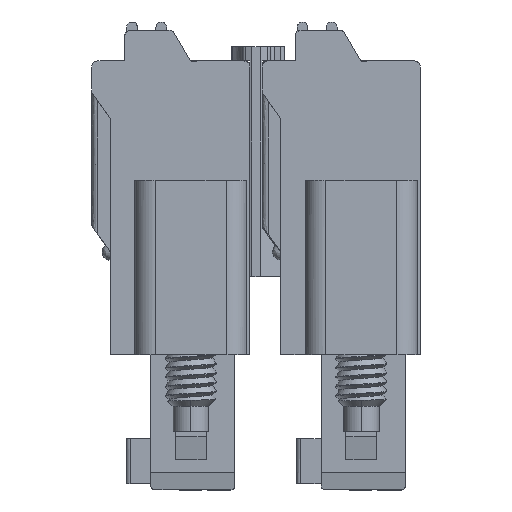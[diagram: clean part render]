
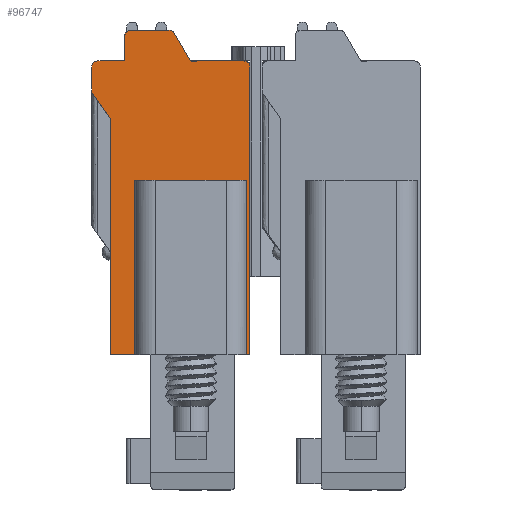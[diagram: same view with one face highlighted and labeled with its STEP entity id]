
A CAD part, left-side view. The second image highlights one B-rep face of the part: STEP entity #96747.
In plain terms, the highlighted free-form (B-spline) face has degree [1, 1] with [2, 2] control points.
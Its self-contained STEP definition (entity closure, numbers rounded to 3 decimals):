
#14195=CARTESIAN_POINT('',(-32.36,15.95,3.));
#14196=VERTEX_POINT('',#14195);
#14204=CARTESIAN_POINT('',(-32.36,15.95,-11.));
#14205=VERTEX_POINT('',#14204);
#14206=CARTESIAN_POINT('',(-32.36,15.95,3.));
#14207=CARTESIAN_POINT('',(-32.36,15.95,-11.));
#14208=B_SPLINE_CURVE_WITH_KNOTS('',1,(#14206,#14207),.POLYLINE_FORM.,.F.,.U.,(2,2),(0.051,0.847),.UNSPECIFIED.);
#14209=EDGE_CURVE('',#14196,#14205,#14208,.T.);
#19608=CARTESIAN_POINT('',(-32.36,22.75,-11.));
#19609=VERTEX_POINT('',#19608);
#19615=CARTESIAN_POINT('',(-32.36,22.75,0.5));
#19616=VERTEX_POINT('',#19615);
#19617=CARTESIAN_POINT('',(-32.36,22.75,-11.));
#19618=CARTESIAN_POINT('',(-32.36,22.75,0.5));
#19619=B_SPLINE_CURVE_WITH_KNOTS('',1,(#19617,#19618),.POLYLINE_FORM.,.F.,.U.,(2,2),(0.343,0.657),.UNSPECIFIED.);
#19620=EDGE_CURVE('',#19609,#19616,#19619,.T.);
#20558=CARTESIAN_POINT('',(-32.36,23.65,1.785));
#20559=VERTEX_POINT('',#20558);
#20565=CARTESIAN_POINT('',(-32.36,23.65,3.));
#20566=VERTEX_POINT('',#20565);
#20567=CARTESIAN_POINT('',(-32.36,23.65,1.785));
#20568=CARTESIAN_POINT('',(-32.36,23.65,3.));
#20569=B_SPLINE_CURVE_WITH_KNOTS('',1,(#20567,#20568),.POLYLINE_FORM.,.F.,.U.,(2,2),(0.153,0.222),.UNSPECIFIED.);
#20570=EDGE_CURVE('',#20559,#20566,#20569,.T.);
#21506=CARTESIAN_POINT('',(-32.36,23.35,3.3));
#21507=VERTEX_POINT('',#21506);
#21515=CARTESIAN_POINT('',(-32.36,22.05,3.3));
#21516=VERTEX_POINT('',#21515);
#21517=CARTESIAN_POINT('',(-32.36,23.35,3.3));
#21518=CARTESIAN_POINT('',(-32.36,22.05,3.3));
#21519=B_SPLINE_CURVE_WITH_KNOTS('',1,(#21517,#21518),.POLYLINE_FORM.,.F.,.U.,(2,2),(0.628,0.702),.UNSPECIFIED.);
#21520=EDGE_CURVE('',#21507,#21516,#21519,.T.);
#22315=CARTESIAN_POINT('',(-32.36,18.85,3.3));
#22316=VERTEX_POINT('',#22315);
#22322=CARTESIAN_POINT('',(-32.36,16.25,3.3));
#22323=VERTEX_POINT('',#22322);
#22324=CARTESIAN_POINT('',(-32.36,18.85,3.3));
#22325=CARTESIAN_POINT('',(-32.36,16.25,3.3));
#22326=B_SPLINE_CURVE_WITH_KNOTS('',1,(#22324,#22325),.POLYLINE_FORM.,.F.,.U.,(2,2),(0.298,0.446),.UNSPECIFIED.);
#22327=EDGE_CURVE('',#22316,#22323,#22326,.T.);
#96641=CARTESIAN_POINT('',(-32.36,16.25,3.3));
#96642=CARTESIAN_POINT('',(-32.36,15.95,3.3));
#96643=CARTESIAN_POINT('',(-32.36,15.95,3.));
#96644=(BOUNDED_CURVE()B_SPLINE_CURVE(2,(#96641,#96642,#96643),.CIRCULAR_ARC.,.F.,.U.)B_SPLINE_CURVE_WITH_KNOTS((3,3),(0.,1.),.UNSPECIFIED.)CURVE()GEOMETRIC_REPRESENTATION_ITEM()RATIONAL_B_SPLINE_CURVE((1.,0.707,1.))REPRESENTATION_ITEM(''));
#96645=EDGE_CURVE('',#22323,#14196,#96644,.T.);
#96655=CARTESIAN_POINT('',(-32.36,28.588,5.688));
#96656=CARTESIAN_POINT('',(-32.36,11.012,5.688));
#96657=CARTESIAN_POINT('',(-32.36,28.588,-11.888));
#96658=CARTESIAN_POINT('',(-32.36,11.012,-11.888));
#96659=B_SPLINE_SURFACE_WITH_KNOTS('',1,1,((#96655,#96656),(#96657,#96658)),.PLANE_SURF.,.F.,.F.,.U.,(2,2),(2,2),(0.,1.),(0.,1.),.UNSPECIFIED.);
#96660=ORIENTED_EDGE('',*,*,#14209,.F.);
#96661=ORIENTED_EDGE('',*,*,#96645,.F.);
#96662=ORIENTED_EDGE('',*,*,#22327,.F.);
#96663=CARTESIAN_POINT('',(-32.36,19.629,4.65));
#96664=VERTEX_POINT('',#96663);
#96665=CARTESIAN_POINT('',(-32.36,19.629,4.65));
#96666=CARTESIAN_POINT('',(-32.36,18.85,3.3));
#96667=B_SPLINE_CURVE_WITH_KNOTS('',1,(#96665,#96666),.POLYLINE_FORM.,.F.,.U.,(2,2),(0.,1.),.UNSPECIFIED.);
#96668=EDGE_CURVE('',#96664,#22316,#96667,.T.);
#96669=ORIENTED_EDGE('',*,*,#96668,.F.);
#96670=CARTESIAN_POINT('',(-32.36,19.889,4.8));
#96671=VERTEX_POINT('',#96670);
#96672=CARTESIAN_POINT('',(-32.36,19.889,4.8));
#96673=CARTESIAN_POINT('',(-32.36,19.716,4.8));
#96674=CARTESIAN_POINT('',(-32.36,19.629,4.65));
#96675=(BOUNDED_CURVE()B_SPLINE_CURVE(2,(#96672,#96673,#96674),.CIRCULAR_ARC.,.F.,.U.)B_SPLINE_CURVE_WITH_KNOTS((3,3),(0.,1.),.UNSPECIFIED.)CURVE()GEOMETRIC_REPRESENTATION_ITEM()RATIONAL_B_SPLINE_CURVE((1.,0.866,1.))REPRESENTATION_ITEM(''));
#96676=EDGE_CURVE('',#96671,#96664,#96675,.T.);
#96677=ORIENTED_EDGE('',*,*,#96676,.F.);
#96678=CARTESIAN_POINT('',(-32.36,21.75,4.8));
#96679=VERTEX_POINT('',#96678);
#96680=CARTESIAN_POINT('',(-32.36,21.75,4.8));
#96681=CARTESIAN_POINT('',(-32.36,19.889,4.8));
#96682=B_SPLINE_CURVE_WITH_KNOTS('',1,(#96680,#96681),.POLYLINE_FORM.,.F.,.U.,(2,2),(0.505,0.611),.UNSPECIFIED.);
#96683=EDGE_CURVE('',#96679,#96671,#96682,.T.);
#96684=ORIENTED_EDGE('',*,*,#96683,.F.);
#96685=CARTESIAN_POINT('',(-32.36,22.05,4.5));
#96686=VERTEX_POINT('',#96685);
#96687=CARTESIAN_POINT('',(-32.36,22.05,4.5));
#96688=CARTESIAN_POINT('',(-32.36,22.05,4.8));
#96689=CARTESIAN_POINT('',(-32.36,21.75,4.8));
#96690=(BOUNDED_CURVE()B_SPLINE_CURVE(2,(#96687,#96688,#96689),.CIRCULAR_ARC.,.F.,.U.)B_SPLINE_CURVE_WITH_KNOTS((3,3),(0.,1.),.UNSPECIFIED.)CURVE()GEOMETRIC_REPRESENTATION_ITEM()RATIONAL_B_SPLINE_CURVE((1.,0.707,1.))REPRESENTATION_ITEM(''));
#96691=EDGE_CURVE('',#96686,#96679,#96690,.T.);
#96692=ORIENTED_EDGE('',*,*,#96691,.F.);
#96693=CARTESIAN_POINT('',(-32.36,22.05,3.3));
#96694=CARTESIAN_POINT('',(-32.36,22.05,4.5));
#96695=B_SPLINE_CURVE_WITH_KNOTS('',1,(#96693,#96694),.POLYLINE_FORM.,.F.,.U.,(2,2),(0.068,0.136),.UNSPECIFIED.);
#96696=EDGE_CURVE('',#21516,#96686,#96695,.T.);
#96697=ORIENTED_EDGE('',*,*,#96696,.F.);
#96698=ORIENTED_EDGE('',*,*,#21520,.F.);
#96699=CARTESIAN_POINT('',(-32.36,23.65,3.));
#96700=CARTESIAN_POINT('',(-32.36,23.65,3.3));
#96701=CARTESIAN_POINT('',(-32.36,23.35,3.3));
#96702=(BOUNDED_CURVE()B_SPLINE_CURVE(2,(#96699,#96700,#96701),.CIRCULAR_ARC.,.F.,.U.)B_SPLINE_CURVE_WITH_KNOTS((3,3),(0.,1.),.UNSPECIFIED.)CURVE()GEOMETRIC_REPRESENTATION_ITEM()RATIONAL_B_SPLINE_CURVE((1.,0.707,1.))REPRESENTATION_ITEM(''));
#96703=EDGE_CURVE('',#20566,#21507,#96702,.T.);
#96704=ORIENTED_EDGE('',*,*,#96703,.F.);
#96705=ORIENTED_EDGE('',*,*,#20570,.F.);
#96706=CARTESIAN_POINT('',(-32.36,22.75,0.5));
#96707=CARTESIAN_POINT('',(-32.36,23.65,1.785));
#96708=B_SPLINE_CURVE_WITH_KNOTS('',1,(#96706,#96707),.POLYLINE_FORM.,.F.,.U.,(2,2),(0.,1.),.UNSPECIFIED.);
#96709=EDGE_CURVE('',#19616,#20559,#96708,.T.);
#96710=ORIENTED_EDGE('',*,*,#96709,.F.);
#96711=ORIENTED_EDGE('',*,*,#19620,.F.);
#96712=CARTESIAN_POINT('',(-32.36,21.55,-11.));
#96713=VERTEX_POINT('',#96712);
#96714=CARTESIAN_POINT('',(-32.36,21.55,-11.));
#96715=CARTESIAN_POINT('',(-32.36,22.75,-11.));
#96716=B_SPLINE_CURVE_WITH_KNOTS('',1,(#96714,#96715),.POLYLINE_FORM.,.F.,.U.,(2,2),(0.562,0.596),.UNSPECIFIED.);
#96717=EDGE_CURVE('',#96713,#19609,#96716,.T.);
#96718=ORIENTED_EDGE('',*,*,#96717,.F.);
#96719=CARTESIAN_POINT('',(-32.36,21.55,-2.5));
#96720=VERTEX_POINT('',#96719);
#96721=CARTESIAN_POINT('',(-32.36,21.55,-11.));
#96722=CARTESIAN_POINT('',(-32.36,21.55,-2.5));
#96723=B_SPLINE_CURVE_WITH_KNOTS('',1,(#96721,#96722),.POLYLINE_FORM.,.F.,.U.,(2,2),(0.,1.),.UNSPECIFIED.);
#96724=EDGE_CURVE('',#96713,#96720,#96723,.T.);
#96725=ORIENTED_EDGE('',*,*,#96724,.T.);
#96726=CARTESIAN_POINT('',(-32.36,16.1,-2.5));
#96727=VERTEX_POINT('',#96726);
#96728=CARTESIAN_POINT('',(-32.36,21.55,-2.5));
#96729=CARTESIAN_POINT('',(-32.36,16.1,-2.5));
#96730=B_SPLINE_CURVE_WITH_KNOTS('',1,(#96728,#96729),.POLYLINE_FORM.,.F.,.U.,(2,2),(0.,1.),.UNSPECIFIED.);
#96731=EDGE_CURVE('',#96720,#96727,#96730,.T.);
#96732=ORIENTED_EDGE('',*,*,#96731,.T.);
#96733=CARTESIAN_POINT('',(-32.36,16.1,-11.));
#96734=VERTEX_POINT('',#96733);
#96735=CARTESIAN_POINT('',(-32.36,16.1,-2.5));
#96736=CARTESIAN_POINT('',(-32.36,16.1,-11.));
#96737=B_SPLINE_CURVE_WITH_KNOTS('',1,(#96735,#96736),.POLYLINE_FORM.,.F.,.U.,(2,2),(0.,1.),.UNSPECIFIED.);
#96738=EDGE_CURVE('',#96727,#96734,#96737,.T.);
#96739=ORIENTED_EDGE('',*,*,#96738,.T.);
#96740=CARTESIAN_POINT('',(-32.36,15.95,-11.));
#96741=CARTESIAN_POINT('',(-32.36,16.1,-11.));
#96742=B_SPLINE_CURVE_WITH_KNOTS('',1,(#96740,#96741),.POLYLINE_FORM.,.F.,.U.,(2,2),(0.404,0.408),.UNSPECIFIED.);
#96743=EDGE_CURVE('',#14205,#96734,#96742,.T.);
#96744=ORIENTED_EDGE('',*,*,#96743,.F.);
#96745=EDGE_LOOP('',(#96660,#96661,#96662,#96669,#96677,#96684,#96692,#96697,#96698,#96704,#96705,#96710,#96711,#96718,#96725,#96732,#96739,#96744));
#96746=FACE_OUTER_BOUND('',#96745,.T.);
#96747=ADVANCED_FACE('',(#96746),#96659,.T.);
